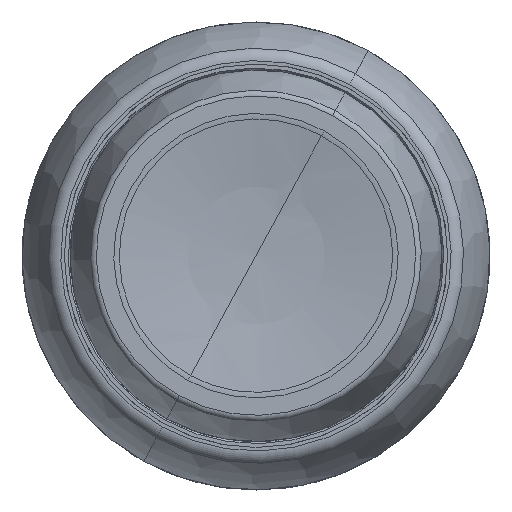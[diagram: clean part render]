
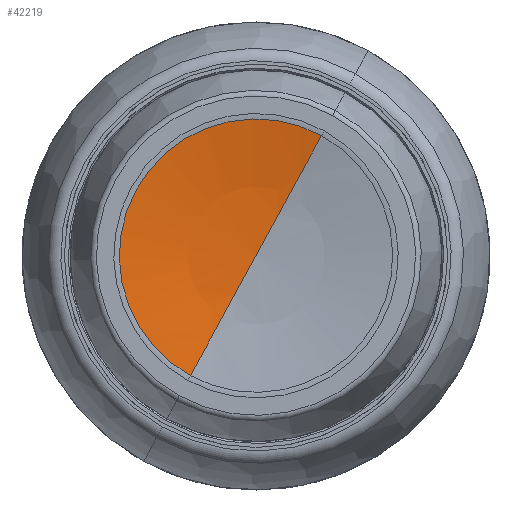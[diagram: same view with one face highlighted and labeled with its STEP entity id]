
A CAD part, top view. The second image highlights one B-rep face of the part: STEP entity #42219.
In plain terms, the highlighted spherical face has radius 50 mm.
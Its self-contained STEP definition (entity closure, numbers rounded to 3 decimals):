
#42181=AXIS2_PLACEMENT_3D('Circle Axis2P3D',#42179,#42180,$) ;
#42194=AXIS2_PLACEMENT_3D('Sphere Axis2P3D',#42191,#42192,#42193) ;
#42198=AXIS2_PLACEMENT_3D('Circle Axis2P3D',#42196,#42197,$) ;
#42205=AXIS2_PLACEMENT_3D('Circle Axis2P3D',#42203,#42204,$) ;
#42157=CARTESIAN_POINT('Vertex',(-4.189,-7.667,6.019)) ;
#42164=CARTESIAN_POINT('Vertex',(4.189,7.667,6.019)) ;
#42179=CARTESIAN_POINT('Axis2P3D Location',(0.,0.,6.019)) ;
#42191=CARTESIAN_POINT('Axis2P3D Location',(0.,0.,55.25)) ;
#42196=CARTESIAN_POINT('Axis2P3D Location',(0.,0.,55.25)) ;
#42200=CARTESIAN_POINT('Vertex',(0.,0.,5.25)) ;
#42203=CARTESIAN_POINT('Axis2P3D Location',(0.,0.,55.25)) ;
#42180=DIRECTION('Axis2P3D Direction',(0.,0.,-1.)) ;
#42192=DIRECTION('Axis2P3D Direction',(0.,0.,-1.)) ;
#42193=DIRECTION('Axis2P3D XDirection',(0.479,0.878,0.)) ;
#42197=DIRECTION('Axis2P3D Direction',(0.878,-0.479,0.)) ;
#42204=DIRECTION('Axis2P3D Direction',(-0.878,0.479,0.)) ;
#42215=ORIENTED_EDGE('',*,*,#42207,.T.) ;
#42216=ORIENTED_EDGE('',*,*,#42183,.F.) ;
#42217=ORIENTED_EDGE('',*,*,#42202,.F.) ;
#42219=ADVANCED_FACE('Corps principal ( *SOL1 - wsp *MASTER -  )',(#42218),#42195,.F.) ;
#42182=CIRCLE('generated circle',#42181,8.737) ;
#42199=CIRCLE('generated circle',#42198,50.) ;
#42206=CIRCLE('generated circle',#42205,50.) ;
#42183=EDGE_CURVE('',#42158,#42165,#42182,.T.) ;
#42202=EDGE_CURVE('',#42201,#42158,#42199,.F.) ;
#42207=EDGE_CURVE('',#42201,#42165,#42206,.F.) ;
#42214=EDGE_LOOP('',(#42215,#42216,#42217)) ;
#42218=FACE_OUTER_BOUND('',#42214,.T.) ;
#42195=SPHERICAL_SURFACE('',#42194,50.) ;
#42158=VERTEX_POINT('',#42157) ;
#42165=VERTEX_POINT('',#42164) ;
#42201=VERTEX_POINT('',#42200) ;
